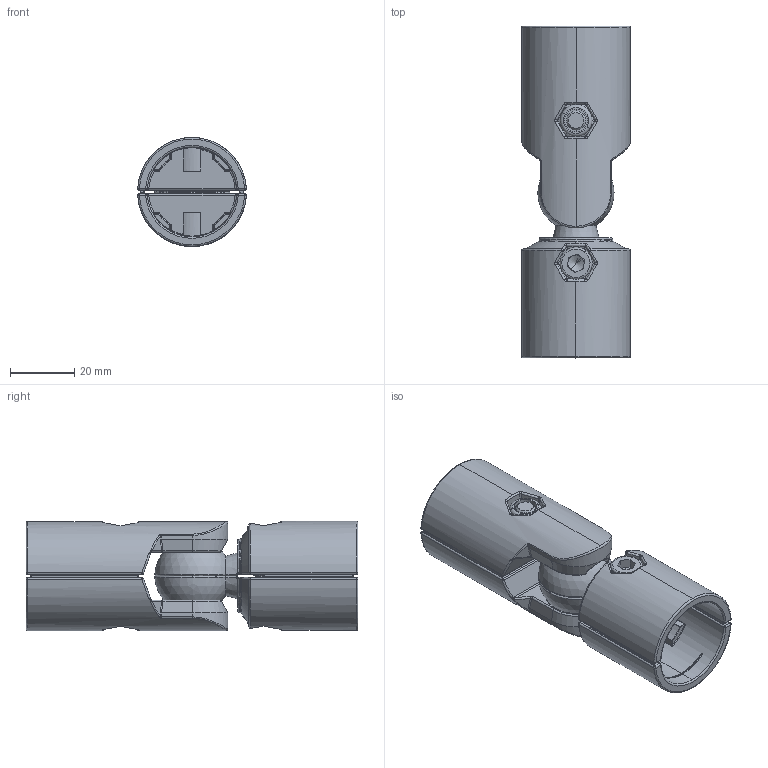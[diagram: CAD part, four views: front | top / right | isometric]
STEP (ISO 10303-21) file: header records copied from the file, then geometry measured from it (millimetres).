
FILE_DESCRIPTION (( 'STEP AP214' ), '1' );
FILE_NAME ('new products099rv28ks02.step', '2017-09-26T12:45:25', ( '' ), ( '' ), 'SwSTEP 2.0', 'SolidWorks 2017', '' );
FILE_SCHEMA (( 'AUTOMOTIVE_DESIGN' ));
Length unit declared in the file: millimetre
Products named in the file (5): 099rv28kr03_099RV28KR03; 106019 - 4DIN912M0625M_DIN 912 M6 x 25 --- 25N; 4iso10511m06m_4iso10511m06m; 099rv28kr02_099RV28KR02; new products099rv28ks02
Assembly tree (8 placements, depth 2):
  new products099rv28ks02
    099rv28kr02_099RV28KR02  x2
    4iso10511m06m_4iso10511m06m  x2
    106019 - 4DIN912M0625M_DIN 912 M6 x 25 --- 25N  x2
    099rv28kr03_099RV28KR03  x2
Bounding box: 33.96 x 103.57 x 34.07 mm (x, y, z)
Volume: 46777.3 mm3; surface area: 30434 mm2
Topology: 8 solids, 8 shells, 1980 faces, 4448 edges, 2420 vertices
Faces by surface type: cylinder 512, torus 482, bspline 330, plane 242, cone 230, sphere 184
Entity records: 31281 total; most frequent: CARTESIAN_POINT 10189, DIRECTION 4628, ORIENTED_EDGE 4348, EDGE_CURVE 2174, AXIS2_PLACEMENT_3D 2030, VERTEX_POINT 1209, CIRCLE 1194, EDGE_LOOP 1013
